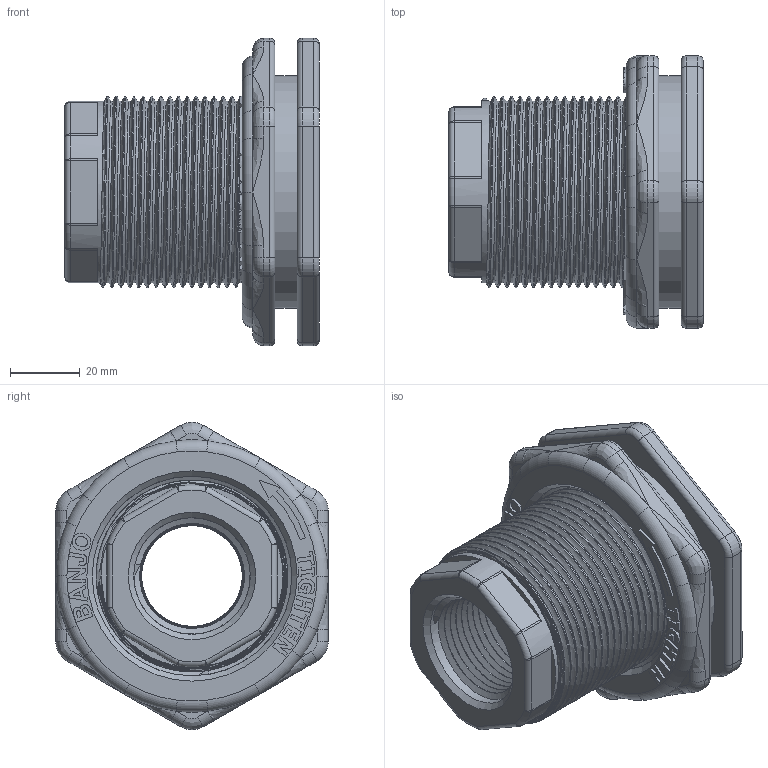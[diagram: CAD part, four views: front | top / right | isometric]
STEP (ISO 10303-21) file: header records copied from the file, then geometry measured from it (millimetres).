
FILE_DESCRIPTION((''),'2;1');
FILE_NAME('TF100SS.stp','2013-07-22T15:51:11',('mclevenger'),(''),'Autodesk Inventor 2013','Autodesk Inventor 2013','');
FILE_SCHEMA(('AUTOMOTIVE_DESIGN { 1 0 10303 214 1 1 1 1 }'));
Length unit declared in the file: inch
Products named in the file (4): TF100SS; TF111SS; TF103SS; 200G
Assembly tree (3 placements, depth 2):
  TF100SS
    TF111SS
    TF103SS
    200G
Bounding box: 72.9 x 77.98 x 88.08 mm (x, y, z)
Volume: 160764.2 mm3; surface area: 51146.4 mm2
Topology: 3 solids, 3 shells, 398 faces, 994 edges, 609 vertices
Faces by surface type: plane 175, cylinder 72, bspline 69, torus 44, cone 26, sphere 12
Full cylindrical faces by diameter (mm): 28.956 x1, 50.8 x1, 57.15 x3, 66.675 x1
Entity records: 20357 total; most frequent: CARTESIAN_POINT 11748, ORIENTED_EDGE 1816, DIRECTION 1643, EDGE_CURVE 908, AXIS2_PLACEMENT_3D 570, VERTEX_POINT 568, VECTOR 503, LINE 503
